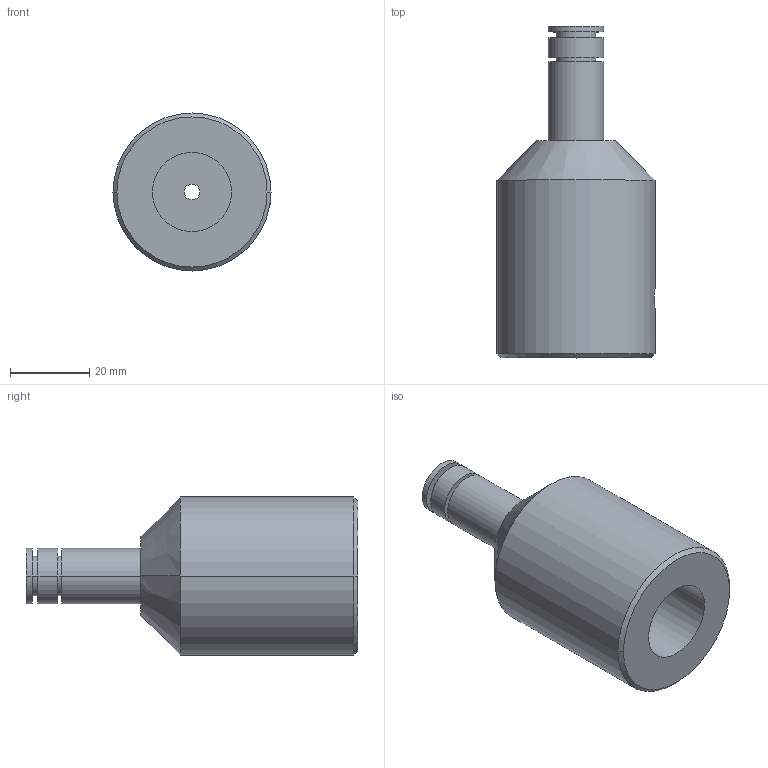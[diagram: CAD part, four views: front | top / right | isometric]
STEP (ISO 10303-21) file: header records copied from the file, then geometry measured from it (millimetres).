
FILE_DESCRIPTION((''),'2;1');
FILE_NAME('G6_HAND_A_SW0001','2010-08-12T',('5005230'),(''),'PRO/ENGINEER BY PARAMETRIC TECHNOLOGY CORPORATION, 2006510','PRO/ENGINEER BY PARAMETRIC TECHNOLOGY CORPORATION, 2006510','');
FILE_SCHEMA(('AUTOMOTIVE_DESIGN_CC2 { 1 2 10303 214 -1 1 5 2 }'));
Length unit declared in the file: millimetre
Products named in the file (1): G6_HAND_A_SW0001
Bounding box: 40 x 84 x 40 mm (x, y, z)
Volume: 57792.5 mm3; surface area: 12686.6 mm2
Topology: 1 solids, 1 shells, 30 faces, 68 edges, 44 vertices
Faces by surface type: cylinder 18, plane 8, cone 4
Entity records: 1359 total; most frequent: CARTESIAN_POINT 298, DIRECTION 162, ORIENTED_EDGE 136, COLOUR_RGB 118, AXIS2_PLACEMENT_3D 68, EDGE_CURVE 68, VERTEX_POINT 44, EDGE_LOOP 38
